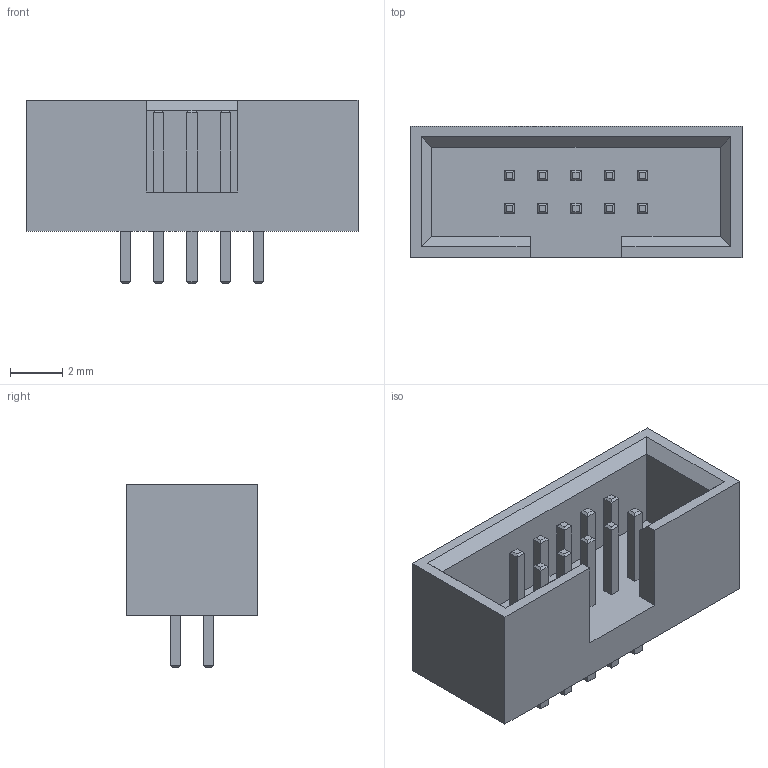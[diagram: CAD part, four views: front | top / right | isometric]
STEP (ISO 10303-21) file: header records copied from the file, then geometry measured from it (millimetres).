
FILE_DESCRIPTION(/* description */ (''),/* implementation_level */ '2;1');
FILE_NAME(/* name */ 'JTAG - 1.27mm - 2x5 v3.step',/* time_stamp */ '2020-11-04T11:12:20-03:00',/* author */ (''),/* organization */ (''),/* preprocessor_version */ 'ST-DEVELOPER v18.1',/* originating_system */ 'Autodesk Translation Framework v9.3.0.1241',/* authorisation */ '');
FILE_SCHEMA (('AUTOMOTIVE_DESIGN { 1 0 10303 214 3 1 1 }'));
Length unit declared in the file: millimetre
Products named in the file (1): JTAG - 1.27mm - 2x5
Bounding box: 12.66 x 5 x 7 mm (x, y, z)
Volume: 181.8 mm3; surface area: 507.2 mm2
Topology: 11 solids, 11 shells, 199 faces, 447 edges, 270 vertices
Faces by surface type: plane 199
Entity records: 5386 total; most frequent: CARTESIAN_POINT 917, ORIENTED_EDGE 894, DIRECTION 847, LINE 447, VECTOR 447, EDGE_CURVE 447, VERTEX_POINT 270, EDGE_LOOP 219
